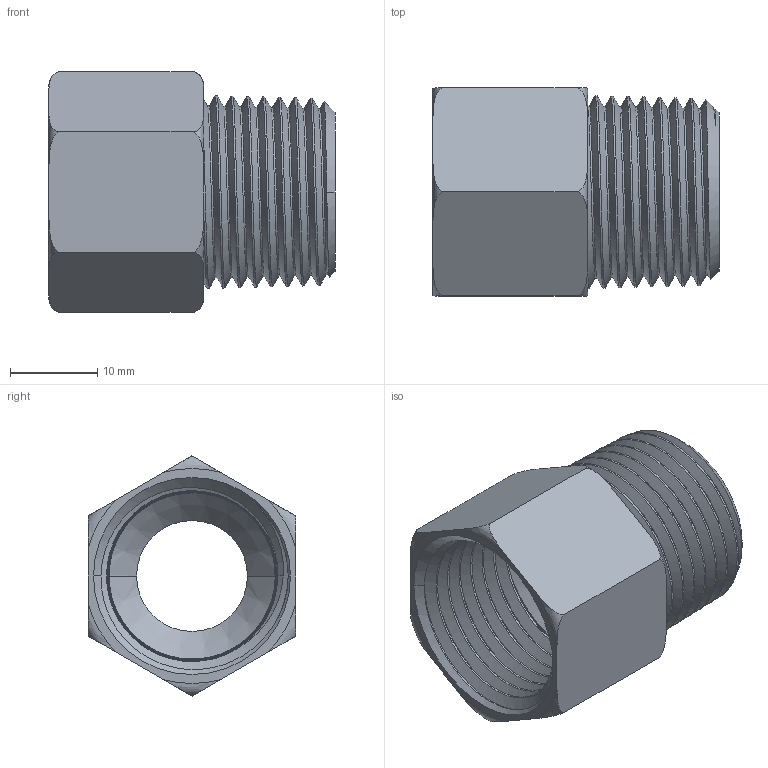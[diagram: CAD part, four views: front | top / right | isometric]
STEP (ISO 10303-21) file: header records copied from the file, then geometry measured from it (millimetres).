
FILE_DESCRIPTION(/* description */ (''),/* implementation_level */ '2;1');
FILE_NAME(/* name */ '120-N4.stp',/* time_stamp */ '2024-01-23T10:12:32-05:00',/* author */ ('esanner'),/* organization */ (''),/* preprocessor_version */ 'ST-DEVELOPER v19',/* originating_system */ 'AutoCAD Mechanical',/* authorisation */ '');
FILE_SCHEMA (('AUTOMOTIVE_DESIGN { 1 0 10303 214 3 1 1 }'));
Length unit declared in the file: millimetre
Products named in the file (2): Product; 120-N4
Assembly tree (1 placements, depth 2):
  Product
    120-N4
Bounding box: 32.75 x 23.8 x 27.48 mm (x, y, z)
Volume: 6355.1 mm3; surface area: 5914.4 mm2
Topology: 1 solids, 1 shells, 71 faces, 202 edges, 134 vertices
Faces by surface type: cone 40, plane 12, torus 12, bspline 6, cylinder 1
Full cylindrical faces by diameter (mm): 12.7 x1
Entity records: 12596 total; most frequent: CARTESIAN_POINT 10891, ORIENTED_EDGE 406, DIRECTION 265, EDGE_CURVE 203, VERTEX_POINT 135, B_SPLINE_CURVE_WITH_KNOTS 107, AXIS2_PLACEMENT_3D 101, EDGE_LOOP 74
